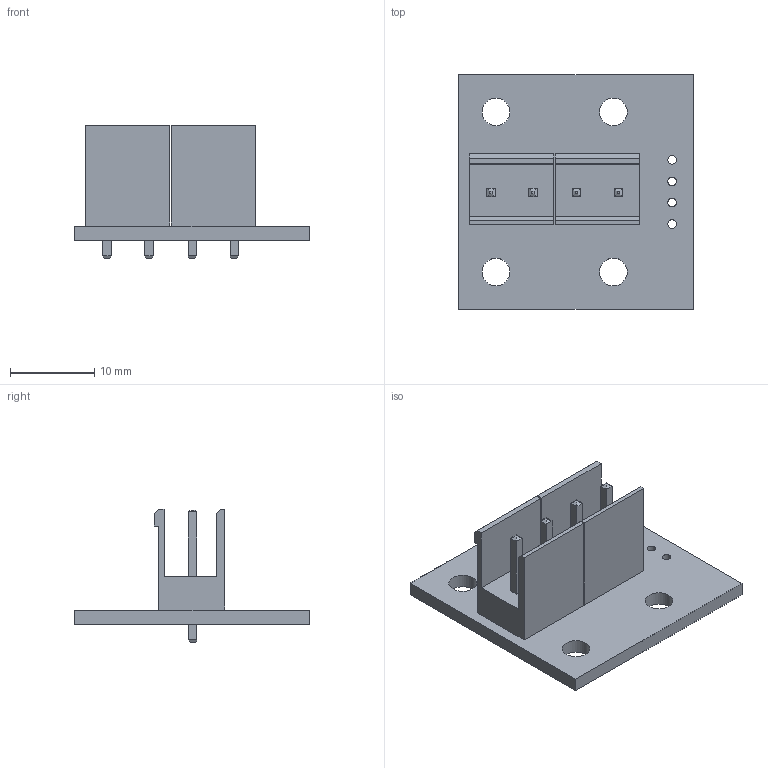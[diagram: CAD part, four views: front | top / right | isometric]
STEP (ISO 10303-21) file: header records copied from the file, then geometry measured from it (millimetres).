
FILE_DESCRIPTION(('Open CASCADE Model'),'2;1');
FILE_NAME('Open CASCADE Shape Model','2020-10-16T02:42:00',('Author'),( 'Open CASCADE'),'Open CASCADE STEP processor 6.2','Open CASCADE 6.2' ,'Unknown');
FILE_SCHEMA(('AUTOMOTIVE_DESIGN { 1 0 10303 214 1 1 1 1 }'));
Length unit declared in the file: millimetre
Products named in the file (5): PCB; Board; JP3; BOR_3X1_ENCHUF
Assembly tree (5 placements, depth 3):
  PCB
    Board
    JP3
      BOR_3X1_ENCHUF
    JP3
      BOR_3X1_ENCHUF
Bounding box: 27.94 x 27.94 x 15.9 mm (x, y, z)
Volume: 2198.7 mm3; surface area: 3271.5 mm2
Topology: 3 solids, 3 shells, 118 faces, 280 edges, 176 vertices
Faces by surface type: plane 106, cylinder 12
Full cylindrical faces by diameter (mm): 1.016 x4, 1.27 x4, 3.302 x4
Entity records: 4584 total; most frequent: CARTESIAN_POINT 670, DIRECTION 664, LINE 444, VECTOR 444, ORIENTED_EDGE 328, PCURVE 328, DEFINITIONAL_REPRESENTATION 328, EDGE_CURVE 164
